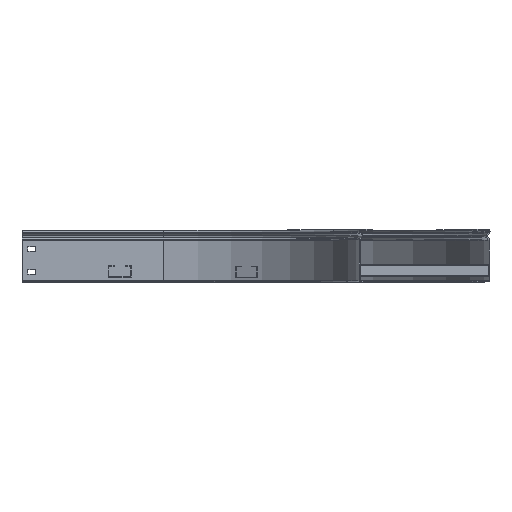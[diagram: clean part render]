
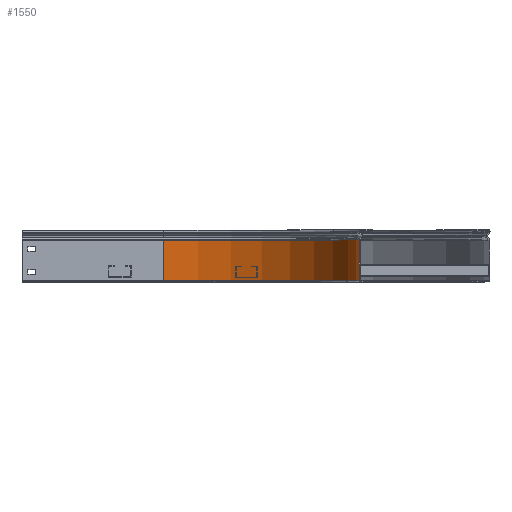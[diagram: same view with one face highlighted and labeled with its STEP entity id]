
A CAD part, top view. The second image highlights one B-rep face of the part: STEP entity #1550.
In plain terms, the highlighted cylindrical face has radius 300 mm (diameter 600 mm), a partial arc.
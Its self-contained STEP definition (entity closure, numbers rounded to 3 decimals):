
#429 = EDGE_CURVE ( 'NONE', #5649, #6741, #820, .T. ) ;
#704 = LINE ( 'NONE', #7206, #1768 ) ;
#820 = CIRCLE ( 'NONE', #1332, 300. ) ;
#840 = DIRECTION ( 'NONE',  ( 0., 1., 0. ) ) ;
#944 = ORIENTED_EDGE ( 'NONE', *, *, #429, .F. ) ;
#1332 = AXIS2_PLACEMENT_3D ( 'NONE', #7788, #5894, #4047 ) ;
#1550 = ADVANCED_FACE ( 'NONE', ( #5092 ), #3828, .F. ) ;
#1768 = VECTOR ( 'NONE', #5413, 1000. ) ;
#2377 = AXIS2_PLACEMENT_3D ( 'NONE', #7063, #5113, #7589 ) ;
#2521 = DIRECTION ( 'NONE',  ( 0., 1., 0. ) ) ;
#2727 = VECTOR ( 'NONE', #840, 1000. ) ;
#2804 = EDGE_LOOP ( 'NONE', ( #4170, #6019, #944, #5355 ) ) ;
#3246 = CARTESIAN_POINT ( 'NONE',  ( 0., 2.2, -300. ) ) ;
#3339 = EDGE_CURVE ( 'NONE', #5649, #7196, #5553, .T. ) ;
#3769 = CARTESIAN_POINT ( 'NONE',  ( 0., 64.499, 0. ) ) ;
#3828 = CYLINDRICAL_SURFACE ( 'NONE', #2377, 300. ) ;
#4047 = DIRECTION ( 'NONE',  ( 1., 0., 0. ) ) ;
#4170 = ORIENTED_EDGE ( 'NONE', *, *, #5426, .T. ) ;
#4206 = AXIS2_PLACEMENT_3D ( 'NONE', #3769, #2521, #4392 ) ;
#4392 = DIRECTION ( 'NONE',  ( 1., 0., 0. ) ) ;
#5092 = FACE_OUTER_BOUND ( 'NONE', #2804, .T. ) ;
#5113 = DIRECTION ( 'NONE',  ( 0., 1., 0. ) ) ;
#5355 = ORIENTED_EDGE ( 'NONE', *, *, #3339, .T. ) ;
#5413 = DIRECTION ( 'NONE',  ( 0., 1., 0. ) ) ;
#5426 = EDGE_CURVE ( 'NONE', #7196, #6508, #7503, .T. ) ;
#5553 = LINE ( 'NONE', #7232, #2727 ) ;
#5649 = VERTEX_POINT ( 'NONE', #7718 ) ;
#5894 = DIRECTION ( 'NONE',  ( 0., 1., 0. ) ) ;
#6019 = ORIENTED_EDGE ( 'NONE', *, *, #6997, .F. ) ;
#6121 = CARTESIAN_POINT ( 'NONE',  ( 0., 64.499, -300. ) ) ;
#6508 = VERTEX_POINT ( 'NONE', #6121 ) ;
#6741 = VERTEX_POINT ( 'NONE', #3246 ) ;
#6997 = EDGE_CURVE ( 'NONE', #6741, #6508, #704, .T. ) ;
#7063 = CARTESIAN_POINT ( 'NONE',  ( 0., 0., 0. ) ) ;
#7196 = VERTEX_POINT ( 'NONE', #7477 ) ;
#7206 = CARTESIAN_POINT ( 'NONE',  ( 0., 2.2, -300. ) ) ;
#7232 = CARTESIAN_POINT ( 'NONE',  ( 300., 2.2, 0. ) ) ;
#7477 = CARTESIAN_POINT ( 'NONE',  ( 300., 64.499, 0. ) ) ;
#7503 = CIRCLE ( 'NONE', #4206, 300. ) ;
#7589 = DIRECTION ( 'NONE',  ( 0., 0., 1. ) ) ;
#7718 = CARTESIAN_POINT ( 'NONE',  ( 300., 2.2, 0. ) ) ;
#7788 = CARTESIAN_POINT ( 'NONE',  ( 0., 2.2, 0. ) ) ;
